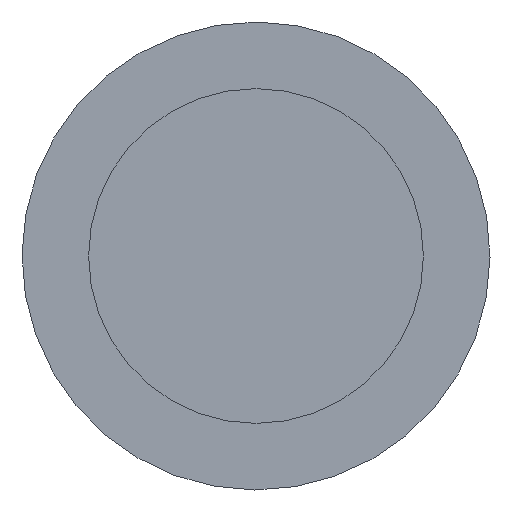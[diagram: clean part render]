
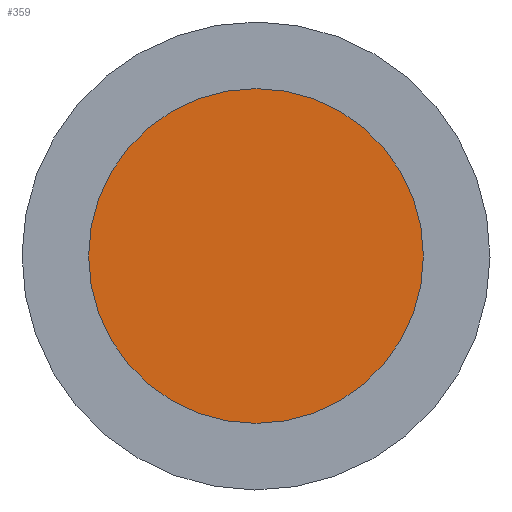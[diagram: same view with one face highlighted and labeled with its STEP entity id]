
A CAD part, left-side view. The second image highlights one B-rep face of the part: STEP entity #359.
In plain terms, the highlighted planar face has unit normal (-1, 0, 0).
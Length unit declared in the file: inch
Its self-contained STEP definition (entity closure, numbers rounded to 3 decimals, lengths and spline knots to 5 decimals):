
#12=DIRECTION ( 'NONE',  ( 1., 0., 0. ) ) ;
#18=VERTEX_POINT ( 'NONE', #212 ) ;
#27=DIRECTION ( 'NONE',  ( 0., 0., -1. ) ) ;
#48=CARTESIAN_POINT ( 'NONE',  ( 0., 0., 0. ) ) ;
#59=FACE_OUTER_BOUND ( 'NONE', #208, .T. ) ;
#63=CARTESIAN_POINT ( 'NONE',  ( 0., 0., 0. ) ) ;
#84=VERTEX_POINT ( 'NONE', #247 ) ;
#111=EDGE_CURVE ( 'NONE', #18, #84, #207, .T. ) ;
#119=EDGE_CURVE ( 'NONE', #84, #18, #207, .T. ) ;
#130=ORIENTED_EDGE ( 'NONE', *, *, #119, .F. ) ;
#207=CIRCLE ( 'NONE', #217, 0.02575 ) ;
#208=EDGE_LOOP ( 'NONE', ( #265, #130 ) ) ;
#209=PLANE ( 'NONE',  #350 ) ;
#212=CARTESIAN_POINT ( 'NONE',  ( 0., 0., -0.02575 ) ) ;
#217=AXIS2_PLACEMENT_3D ( 'NONE', #63, #12, #27 ) ;
#247=CARTESIAN_POINT ( 'NONE',  ( 0., 0., 0.02575 ) ) ;
#265=ORIENTED_EDGE ( 'NONE', *, *, #111, .F. ) ;
#350=AXIS2_PLACEMENT_3D ( 'NONE', #48, #12, #27 ) ;
#359=ADVANCED_FACE ( 'NONE', ( #59 ), #209, .F. ) ;
